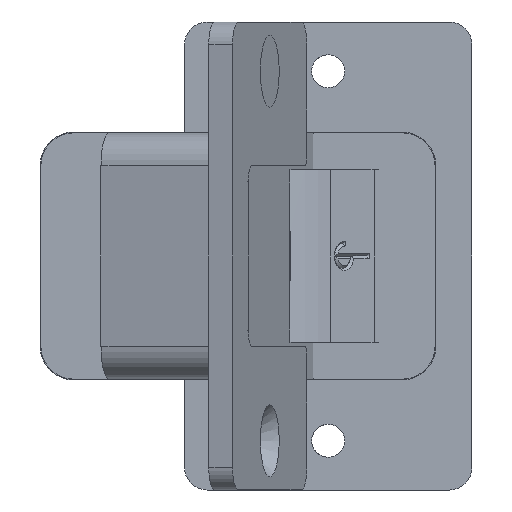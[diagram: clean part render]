
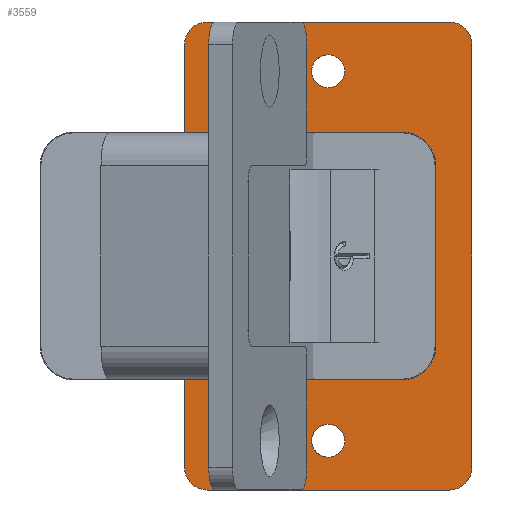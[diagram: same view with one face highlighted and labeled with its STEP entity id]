
A CAD part, front view. The second image highlights one B-rep face of the part: STEP entity #3559.
In plain terms, the highlighted planar face has unit normal (0, -1, 0).
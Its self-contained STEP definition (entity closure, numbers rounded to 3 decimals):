
#148=FACE_BOUND('',#538,.T.);
#149=FACE_BOUND('',#539,.T.);
#183=CIRCLE('',#3778,4.);
#184=CIRCLE('',#3780,4.);
#185=CIRCLE('',#3784,2.75);
#186=CIRCLE('',#3785,2.75);
#187=CIRCLE('',#3786,2.75);
#188=CIRCLE('',#3787,2.75);
#189=CIRCLE('',#3788,2.);
#190=CIRCLE('',#3789,2.);
#191=CIRCLE('',#3790,2.);
#192=CIRCLE('',#3791,2.);
#332=FACE_OUTER_BOUND('',#537,.T.);
#537=EDGE_LOOP('',(#2494,#2495,#2496,#2497,#2498,#2499,#2500,#2501,#2502,
#2503,#2504,#2505,#2506,#2507));
#538=EDGE_LOOP('',(#2508,#2509));
#539=EDGE_LOOP('',(#2510,#2511));
#779=LINE('',#5253,#1137);
#785=LINE('',#5271,#1143);
#789=LINE('',#5282,#1147);
#790=LINE('',#5286,#1148);
#791=LINE('',#5290,#1149);
#792=LINE('',#5294,#1150);
#793=LINE('',#5298,#1151);
#794=LINE('',#5301,#1152);
#1137=VECTOR('',#4206,1.);
#1143=VECTOR('',#4224,1.);
#1147=VECTOR('',#4238,1.);
#1148=VECTOR('',#4243,1.);
#1149=VECTOR('',#4246,1.);
#1150=VECTOR('',#4249,1.);
#1151=VECTOR('',#4252,1.);
#1152=VECTOR('',#4255,1.);
#1471=VERTEX_POINT('',#5207);
#1479=VERTEX_POINT('',#5223);
#1491=VERTEX_POINT('',#5251);
#1497=VERTEX_POINT('',#5270);
#1498=VERTEX_POINT('',#5274);
#1499=VERTEX_POINT('',#5278);
#1500=VERTEX_POINT('',#5285);
#1501=VERTEX_POINT('',#5287);
#1502=VERTEX_POINT('',#5289);
#1503=VERTEX_POINT('',#5291);
#1504=VERTEX_POINT('',#5293);
#1505=VERTEX_POINT('',#5295);
#1506=VERTEX_POINT('',#5297);
#1507=VERTEX_POINT('',#5299);
#1508=VERTEX_POINT('',#5302);
#1509=VERTEX_POINT('',#5303);
#1510=VERTEX_POINT('',#5306);
#1511=VERTEX_POINT('',#5307);
#1868=EDGE_CURVE('',#1471,#1491,#779,.T.);
#1877=EDGE_CURVE('',#1497,#1479,#785,.T.);
#1879=EDGE_CURVE('',#1498,#1497,#183,.T.);
#1882=EDGE_CURVE('',#1491,#1499,#184,.T.);
#1883=EDGE_CURVE('',#1499,#1498,#789,.T.);
#1884=EDGE_CURVE('',#1479,#1500,#790,.T.);
#1885=EDGE_CURVE('',#1501,#1500,#185,.T.);
#1886=EDGE_CURVE('',#1501,#1502,#791,.F.);
#1887=EDGE_CURVE('',#1503,#1502,#186,.T.);
#1888=EDGE_CURVE('',#1504,#1503,#792,.T.);
#1889=EDGE_CURVE('',#1505,#1504,#187,.T.);
#1890=EDGE_CURVE('',#1506,#1505,#793,.F.);
#1891=EDGE_CURVE('',#1507,#1506,#188,.T.);
#1892=EDGE_CURVE('',#1471,#1507,#794,.T.);
#1893=EDGE_CURVE('',#1508,#1509,#189,.F.);
#1894=EDGE_CURVE('',#1509,#1508,#190,.F.);
#1895=EDGE_CURVE('',#1510,#1511,#191,.T.);
#1896=EDGE_CURVE('',#1511,#1510,#192,.T.);
#2494=ORIENTED_EDGE('',*,*,#1868,.T.);
#2495=ORIENTED_EDGE('',*,*,#1882,.T.);
#2496=ORIENTED_EDGE('',*,*,#1883,.T.);
#2497=ORIENTED_EDGE('',*,*,#1879,.T.);
#2498=ORIENTED_EDGE('',*,*,#1877,.T.);
#2499=ORIENTED_EDGE('',*,*,#1884,.T.);
#2500=ORIENTED_EDGE('',*,*,#1885,.F.);
#2501=ORIENTED_EDGE('',*,*,#1886,.T.);
#2502=ORIENTED_EDGE('',*,*,#1887,.F.);
#2503=ORIENTED_EDGE('',*,*,#1888,.F.);
#2504=ORIENTED_EDGE('',*,*,#1889,.F.);
#2505=ORIENTED_EDGE('',*,*,#1890,.F.);
#2506=ORIENTED_EDGE('',*,*,#1891,.F.);
#2507=ORIENTED_EDGE('',*,*,#1892,.F.);
#2508=ORIENTED_EDGE('',*,*,#1893,.T.);
#2509=ORIENTED_EDGE('',*,*,#1894,.T.);
#2510=ORIENTED_EDGE('',*,*,#1895,.F.);
#2511=ORIENTED_EDGE('',*,*,#1896,.F.);
#3428=PLANE('',#3783);
#3559=ADVANCED_FACE('',(#332,#148,#149),#3428,.T.);
#3778=AXIS2_PLACEMENT_3D('',#5275,#4228,#4229);
#3780=AXIS2_PLACEMENT_3D('',#5280,#4234,#4235);
#3783=AXIS2_PLACEMENT_3D('',#5284,#4241,#4242);
#3784=AXIS2_PLACEMENT_3D('',#5288,#4244,#4245);
#3785=AXIS2_PLACEMENT_3D('',#5292,#4247,#4248);
#3786=AXIS2_PLACEMENT_3D('',#5296,#4250,#4251);
#3787=AXIS2_PLACEMENT_3D('',#5300,#4253,#4254);
#3788=AXIS2_PLACEMENT_3D('',#5304,#4256,#4257);
#3789=AXIS2_PLACEMENT_3D('',#5305,#4258,#4259);
#3790=AXIS2_PLACEMENT_3D('',#5308,#4260,#4261);
#3791=AXIS2_PLACEMENT_3D('',#5309,#4262,#4263);
#4206=DIRECTION('',(1.,0.,0.));
#4224=DIRECTION('',(-1.,0.,0.));
#4228=DIRECTION('center_axis',(0.,1.,0.));
#4229=DIRECTION('ref_axis',(0.707,0.,-0.707));
#4234=DIRECTION('center_axis',(0.,1.,0.));
#4235=DIRECTION('ref_axis',(0.707,0.,0.707));
#4238=DIRECTION('',(0.,0.,-1.));
#4241=DIRECTION('center_axis',(0.,-1.,0.));
#4242=DIRECTION('ref_axis',(-1.,0.,0.));
#4243=DIRECTION('',(0.,0.,-1.));
#4244=DIRECTION('center_axis',(0.,1.,0.));
#4245=DIRECTION('ref_axis',(-0.707,0.,-0.707));
#4246=DIRECTION('',(-1.,0.,0.));
#4247=DIRECTION('center_axis',(0.,1.,0.));
#4248=DIRECTION('ref_axis',(0.707,0.,-0.707));
#4249=DIRECTION('',(0.,0.,-1.));
#4250=DIRECTION('center_axis',(0.,1.,0.));
#4251=DIRECTION('ref_axis',(0.707,0.,0.707));
#4252=DIRECTION('',(-1.,0.,0.));
#4253=DIRECTION('center_axis',(0.,1.,0.));
#4254=DIRECTION('ref_axis',(-0.707,0.,0.707));
#4255=DIRECTION('',(0.,0.,1.));
#4256=DIRECTION('center_axis',(0.,-1.,0.));
#4257=DIRECTION('ref_axis',(1.,0.,0.));
#4258=DIRECTION('center_axis',(0.,-1.,0.));
#4259=DIRECTION('ref_axis',(1.,0.,0.));
#4260=DIRECTION('center_axis',(0.,-1.,0.));
#4261=DIRECTION('ref_axis',(1.,0.,0.));
#4262=DIRECTION('center_axis',(0.,-1.,0.));
#4263=DIRECTION('ref_axis',(1.,0.,0.));
#5207=CARTESIAN_POINT('',(4.495,-21.003,15.));
#5223=CARTESIAN_POINT('',(4.495,-21.003,-15.));
#5251=CARTESIAN_POINT('',(30.998,-21.003,15.));
#5253=CARTESIAN_POINT('',(18.497,-21.003,15.));
#5270=CARTESIAN_POINT('',(30.998,-21.003,-15.));
#5271=CARTESIAN_POINT('',(18.497,-21.003,-15.));
#5274=CARTESIAN_POINT('',(34.998,-21.003,-11.));
#5275=CARTESIAN_POINT('Origin',(30.998,-21.003,-11.));
#5278=CARTESIAN_POINT('',(34.998,-21.003,11.));
#5280=CARTESIAN_POINT('Origin',(30.998,-21.003,11.));
#5282=CARTESIAN_POINT('',(34.998,-21.003,-0.5));
#5284=CARTESIAN_POINT('Origin',(25.995,-21.003,-1.));
#5285=CARTESIAN_POINT('',(4.495,-21.003,-25.75));
#5286=CARTESIAN_POINT('',(4.495,-21.003,-6.755));
#5287=CARTESIAN_POINT('',(7.245,-21.003,-28.5));
#5288=CARTESIAN_POINT('Origin',(7.245,-21.003,-25.75));
#5289=CARTESIAN_POINT('',(36.745,-21.003,-28.5));
#5290=CARTESIAN_POINT('',(20.495,-21.003,-28.5));
#5291=CARTESIAN_POINT('',(39.495,-21.003,-25.75));
#5292=CARTESIAN_POINT('Origin',(36.745,-21.003,-25.75));
#5293=CARTESIAN_POINT('',(39.495,-21.003,25.75));
#5294=CARTESIAN_POINT('',(39.495,-21.003,-0.5));
#5295=CARTESIAN_POINT('',(36.745,-21.003,28.5));
#5296=CARTESIAN_POINT('Origin',(36.745,-21.003,25.75));
#5297=CARTESIAN_POINT('',(7.245,-21.003,28.5));
#5298=CARTESIAN_POINT('',(20.495,-21.003,28.5));
#5299=CARTESIAN_POINT('',(4.495,-21.003,25.75));
#5300=CARTESIAN_POINT('Origin',(7.245,-21.003,25.75));
#5301=CARTESIAN_POINT('',(4.495,-21.003,-13.755));
#5302=CARTESIAN_POINT('',(21.989,-21.003,-20.5));
#5303=CARTESIAN_POINT('',(21.989,-21.003,-24.5));
#5304=CARTESIAN_POINT('Origin',(21.994,-21.003,-22.5));
#5305=CARTESIAN_POINT('Origin',(21.984,-21.003,-22.5));
#5306=CARTESIAN_POINT('',(21.989,-21.003,20.5));
#5307=CARTESIAN_POINT('',(21.989,-21.003,24.5));
#5308=CARTESIAN_POINT('Origin',(21.994,-21.003,22.5));
#5309=CARTESIAN_POINT('Origin',(21.984,-21.003,22.5));
